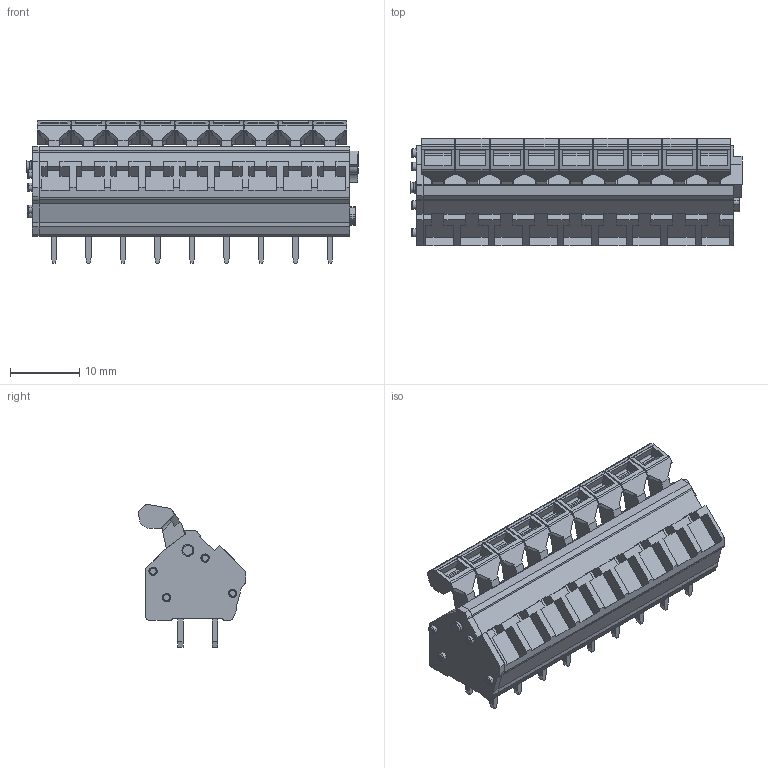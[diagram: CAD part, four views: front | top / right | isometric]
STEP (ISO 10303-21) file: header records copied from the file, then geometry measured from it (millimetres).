
FILE_DESCRIPTION(('CATIA V5 STEP Exchange','CAx-IF Rec.Pracs.--- Model Styling and Organization---1.4--- 2014-01-23'),'2;1');
FILE_NAME ('026351-2_0', '2022-08-09T09:28:33+00:00', ('none'), ('Weidmueller'), 'CATIA Version 5-6 Release 2016 SP3 HF44', 'CATIA V5 STEP AP214', 'none');
FILE_SCHEMA(('AUTOMOTIVE_DESIGN { 1 0 10303 214 1 1 1 1 }'));
Length unit declared in the file: millimetre
Products named in the file (1): 1914830000
Bounding box: 48.1 x 15.6 x 20.65 mm (x, y, z)
Volume: 6900.2 mm3; surface area: 4890.9 mm2
Topology: 29 solids, 29 shells, 881 faces, 2372 edges, 1572 vertices
Faces by surface type: plane 688, cylinder 169, cone 16, torus 8
Entity records: 27095 total; most frequent: CARTESIAN_POINT 5154, ORIENTED_EDGE 4744, DIRECTION 3664, EDGE_CURVE 2372, VECTOR 2006, LINE 2006, VERTEX_POINT 1572, AXIS2_PLACEMENT_3D 960
